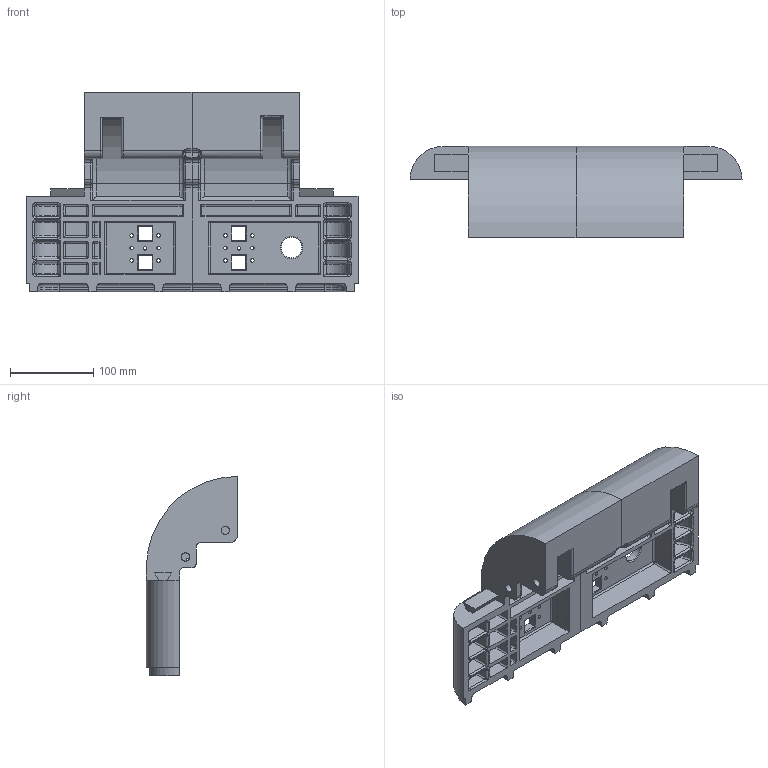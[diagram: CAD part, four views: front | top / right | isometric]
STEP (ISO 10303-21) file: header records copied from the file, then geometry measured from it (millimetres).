
FILE_DESCRIPTION(/* description */ (''),/* implementation_level */ '2;1');
FILE_NAME(/* name */ '',/* time_stamp */ '2025-10-30T03:54:38+03:00',/* author */ ('I9232'),/* organization */ (''),/* preprocessor_version */ 'ST-DEVELOPER v19.2',/* originating_system */ 'Autodesk Inventor 2023',/* authorisation */ '');
FILE_SCHEMA (('AUTOMOTIVE_DESIGN { 1 0 10303 214 3 1 1 }'));
Length unit declared in the file: millimetre
Products named in the file (1): Крышка
Bounding box: 400 x 110 x 240 mm (x, y, z)
Volume: 2208649.9 mm3; surface area: 382407.9 mm2
Topology: 2 solids, 2 shells, 687 faces, 1609 edges, 945 vertices
Faces by surface type: cylinder 321, plane 188, torus 66, sphere 57, bspline 55
Full cylindrical faces by diameter (mm): 3 x4, 3.2 x24, 4.2 x14, 10 x4, 25 x1
Entity records: 26511 total; most frequent: CARTESIAN_POINT 10467, DIRECTION 3487, ORIENTED_EDGE 3204, EDGE_CURVE 1602, AXIS2_PLACEMENT_3D 1352, VERTEX_POINT 945, EDGE_LOOP 803, LINE 783
